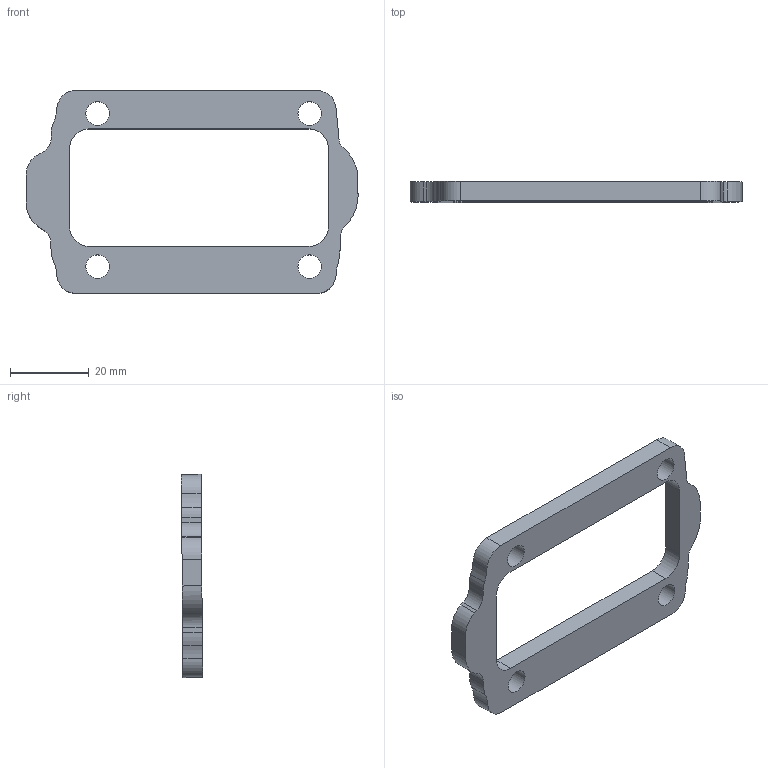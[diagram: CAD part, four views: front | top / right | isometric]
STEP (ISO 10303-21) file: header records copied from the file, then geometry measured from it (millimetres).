
FILE_DESCRIPTION(/* description */ (''),/* implementation_level */ '2;1');
FILE_NAME(/* name */ 'Joint_4_spacer.step',/* time_stamp */ '2025-04-09T16:32:05-04:00',/* author */ (''),/* organization */ (''),/* preprocessor_version */ 'ST-DEVELOPER v20.1',/* originating_system */ 'Autodesk Translation Framework v14.4.0.0',/* authorisation */ '');
FILE_SCHEMA (('AUTOMOTIVE_DESIGN { 1 0 10303 214 3 1 1 }'));
Length unit declared in the file: millimetre
Products named in the file (3): armatron_7; Elbow Joint; Wire Box (1)
Assembly tree (2 placements, depth 3):
  armatron_7
    Elbow Joint
      Wire Box (1)
Bounding box: 84.55 x 5.42 x 51.76 mm (x, y, z)
Volume: 9355.9 mm3; surface area: 6262.3 mm2
Topology: 1 solids, 1 shells, 42 faces, 120 edges, 80 vertices
Faces by surface type: cylinder 27, plane 15
Full cylindrical faces by diameter (mm): 6 x4
Entity records: 1512 total; most frequent: DIRECTION 268, CARTESIAN_POINT 247, ORIENTED_EDGE 240, EDGE_CURVE 120, AXIS2_PLACEMENT_3D 101, VERTEX_POINT 80, LINE 66, VECTOR 66
